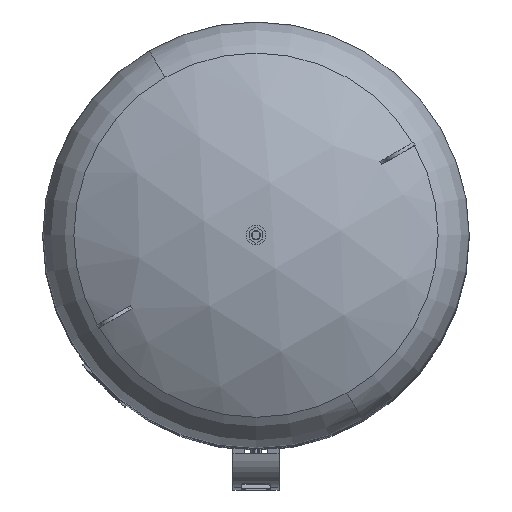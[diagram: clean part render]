
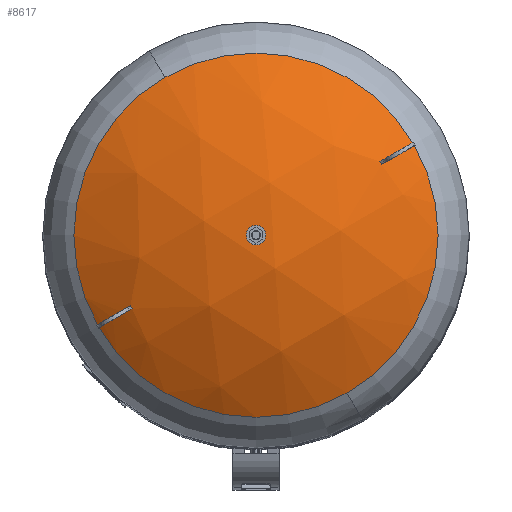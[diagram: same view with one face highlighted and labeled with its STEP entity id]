
A CAD part, top view. The second image highlights one B-rep face of the part: STEP entity #8617.
In plain terms, the highlighted spherical face has radius 594 mm.
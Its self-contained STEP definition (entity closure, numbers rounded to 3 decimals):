
#7986=CARTESIAN_POINT('',(157.966,-273.604,2482.014));
#7987=VERTEX_POINT('',#7986);
#8003=CARTESIAN_POINT('',(-157.966,273.604,2482.014));
#8004=VERTEX_POINT('',#8003);
#8012=CARTESIAN_POINT('',(273.604,157.966,2482.014));
#8013=VERTEX_POINT('',#8012);
#8014=CARTESIAN_POINT('',(0.,0.,2482.014));
#8015=DIRECTION('',(0.,0.,-1.0));
#8016=DIRECTION('',(0.866,0.5,0.));
#8017=AXIS2_PLACEMENT_3D('',#8014,#8015,#8016);
#8018=CIRCLE('',#8017,315.931);
#8019=EDGE_CURVE('',#8004,#8013,#8018,.T.);
#8021=CARTESIAN_POINT('',(0.,0.,2482.014));
#8022=DIRECTION('',(0.,0.,-1.0));
#8023=DIRECTION('',(0.866,0.5,0.));
#8024=AXIS2_PLACEMENT_3D('',#8021,#8022,#8023);
#8025=CIRCLE('',#8024,315.931);
#8026=EDGE_CURVE('',#8013,#7987,#8025,.T.);
#8162=CARTESIAN_POINT('',(215.033,127.613,2517.806));
#8163=VERTEX_POINT('',#8162);
#8164=CARTESIAN_POINT('',(264.377,156.102,2487.501));
#8165=VERTEX_POINT('',#8164);
#8166=CARTESIAN_POINT('',(-1.5,2.598,1979.0));
#8167=DIRECTION('',(-0.5,0.866,0.0));
#8168=DIRECTION('',(0.0,0.0,1.0));
#8169=AXIS2_PLACEMENT_3D('',#8166,#8167,#8168);
#8170=CIRCLE('',#8169,593.992);
#8171=EDGE_CURVE('',#8163,#8165,#8170,.T.);
#8214=CARTESIAN_POINT('',(218.033,122.417,2517.806));
#8215=VERTEX_POINT('',#8214);
#8216=CARTESIAN_POINT('',(81.042,46.79,1953.075));
#8217=DIRECTION('',(-0.835,-0.482,0.267));
#8218=DIRECTION('',(-0.231,-0.133,-0.964));
#8219=AXIS2_PLACEMENT_3D('',#8216,#8217,#8218);
#8220=CIRCLE('',#8219,586.009);
#8221=EDGE_CURVE('',#8215,#8163,#8220,.T.);
#8285=CARTESIAN_POINT('',(267.377,150.906,2487.501));
#8286=VERTEX_POINT('',#8285);
#8287=CARTESIAN_POINT('',(133.621,77.146,1936.255));
#8288=DIRECTION('',(0.835,0.482,-0.267));
#8289=DIRECTION('',(0.231,0.133,0.964));
#8290=AXIS2_PLACEMENT_3D('',#8287,#8288,#8289);
#8291=CIRCLE('',#8290,572.016);
#8292=EDGE_CURVE('',#8165,#8286,#8291,.T.);
#8356=CARTESIAN_POINT('',(1.5,-2.598,1979.0));
#8357=DIRECTION('',(0.5,-0.866,0.0));
#8358=DIRECTION('',(0.0,0.0,-1.0));
#8359=AXIS2_PLACEMENT_3D('',#8356,#8357,#8358);
#8360=CIRCLE('',#8359,593.992);
#8361=EDGE_CURVE('',#8286,#8215,#8360,.T.);
#8378=CARTESIAN_POINT('',(-215.033,-127.613,2517.806));
#8379=VERTEX_POINT('',#8378);
#8380=CARTESIAN_POINT('',(-264.377,-156.102,2487.501));
#8381=VERTEX_POINT('',#8380);
#8382=CARTESIAN_POINT('',(1.5,-2.598,1979.0));
#8383=DIRECTION('',(0.5,-0.866,0.0));
#8384=DIRECTION('',(0.0,0.0,-1.0));
#8385=AXIS2_PLACEMENT_3D('',#8382,#8383,#8384);
#8386=CIRCLE('',#8385,593.992);
#8387=EDGE_CURVE('',#8379,#8381,#8386,.T.);
#8430=CARTESIAN_POINT('',(-218.033,-122.417,2517.806));
#8431=VERTEX_POINT('',#8430);
#8432=CARTESIAN_POINT('',(-81.042,-46.79,1953.075));
#8433=DIRECTION('',(0.835,0.482,0.267));
#8434=DIRECTION('',(-0.231,-0.133,0.964));
#8435=AXIS2_PLACEMENT_3D('',#8432,#8433,#8434);
#8436=CIRCLE('',#8435,586.009);
#8437=EDGE_CURVE('',#8431,#8379,#8436,.T.);
#8501=CARTESIAN_POINT('',(-267.377,-150.906,2487.501));
#8502=VERTEX_POINT('',#8501);
#8503=CARTESIAN_POINT('',(-133.621,-77.146,1936.255));
#8504=DIRECTION('',(-0.835,-0.482,-0.267));
#8505=DIRECTION('',(0.231,0.133,-0.964));
#8506=AXIS2_PLACEMENT_3D('',#8503,#8504,#8505);
#8507=CIRCLE('',#8506,572.016);
#8508=EDGE_CURVE('',#8381,#8502,#8507,.T.);
#8572=CARTESIAN_POINT('',(-1.5,2.598,1979.0));
#8573=DIRECTION('',(-0.5,0.866,0.0));
#8574=DIRECTION('',(0.0,0.0,1.0));
#8575=AXIS2_PLACEMENT_3D('',#8572,#8573,#8574);
#8576=CIRCLE('',#8575,593.992);
#8577=EDGE_CURVE('',#8502,#8431,#8576,.T.);
#8589=CARTESIAN_POINT('',(0.,0.,1979.0));
#8590=DIRECTION('',(0.5,-0.866,0.));
#8591=DIRECTION('',(-0.866,-0.5,0.));
#8592=AXIS2_PLACEMENT_3D('',#8589,#8590,#8591);
#8593=SPHERICAL_SURFACE('',#8592,594.0);
#8594=ORIENTED_EDGE('',*,*,#8221,.T.);
#8595=ORIENTED_EDGE('',*,*,#8171,.T.);
#8596=ORIENTED_EDGE('',*,*,#8292,.T.);
#8597=ORIENTED_EDGE('',*,*,#8361,.T.);
#8598=EDGE_LOOP('',(#8594,#8595,#8596,#8597));
#8599=FACE_OUTER_BOUND('',#8598,.T.);
#8600=ORIENTED_EDGE('',*,*,#8437,.T.);
#8601=ORIENTED_EDGE('',*,*,#8387,.T.);
#8602=ORIENTED_EDGE('',*,*,#8508,.T.);
#8603=ORIENTED_EDGE('',*,*,#8577,.T.);
#8604=EDGE_LOOP('',(#8600,#8601,#8602,#8603));
#8605=FACE_BOUND('',#8604,.T.);
#8606=ORIENTED_EDGE('',*,*,#8026,.F.);
#8607=ORIENTED_EDGE('',*,*,#8019,.F.);
#8608=CARTESIAN_POINT('',(0.,0.,2482.014));
#8609=DIRECTION('',(0.,0.,-1.0));
#8610=DIRECTION('',(0.866,0.5,0.));
#8611=AXIS2_PLACEMENT_3D('',#8608,#8609,#8610);
#8612=CIRCLE('',#8611,315.931);
#8613=EDGE_CURVE('',#7987,#8004,#8612,.T.);
#8614=ORIENTED_EDGE('',*,*,#8613,.F.);
#8615=EDGE_LOOP('',(#8606,#8607,#8614));
#8616=FACE_BOUND('',#8615,.T.);
#8617=ADVANCED_FACE('',(#8599,#8605,#8616),#8593,.T.);
